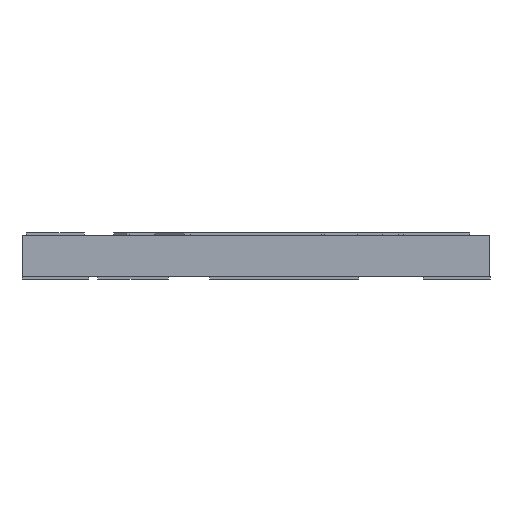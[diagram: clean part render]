
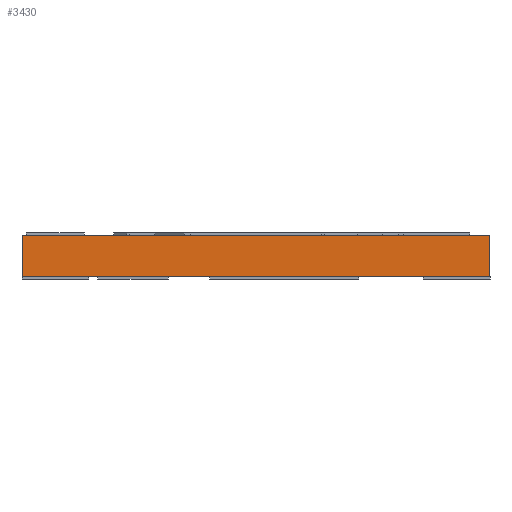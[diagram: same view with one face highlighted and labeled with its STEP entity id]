
A CAD part, front view. The second image highlights one B-rep face of the part: STEP entity #3430.
In plain terms, the highlighted planar face has unit normal (0, -1, 0).
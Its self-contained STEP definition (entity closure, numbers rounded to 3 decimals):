
#345=PLANE('',#3959);
#520=FACE_OUTER_BOUND('',#695,.T.);
#695=EDGE_LOOP('',(#2643,#2644,#2645,#2646));
#1018=LINE('',#5584,#1295);
#1019=LINE('',#5587,#1296);
#1020=LINE('',#5589,#1297);
#1021=LINE('',#5590,#1298);
#1295=VECTOR('',#4632,10.);
#1296=VECTOR('',#4635,10.);
#1297=VECTOR('',#4636,10.);
#1298=VECTOR('',#4637,10.);
#1788=VERTEX_POINT('',#5577);
#1791=VERTEX_POINT('',#5582);
#1792=VERTEX_POINT('',#5586);
#1793=VERTEX_POINT('',#5588);
#2146=EDGE_CURVE('',#1788,#1791,#1018,.T.);
#2147=EDGE_CURVE('',#1792,#1788,#1019,.T.);
#2148=EDGE_CURVE('',#1793,#1791,#1020,.T.);
#2149=EDGE_CURVE('',#1792,#1793,#1021,.T.);
#2643=ORIENTED_EDGE('',*,*,#2147,.T.);
#2644=ORIENTED_EDGE('',*,*,#2146,.T.);
#2645=ORIENTED_EDGE('',*,*,#2148,.F.);
#2646=ORIENTED_EDGE('',*,*,#2149,.F.);
#3430=ADVANCED_FACE('',(#520),#345,.T.);
#3959=AXIS2_PLACEMENT_3D('',#5585,#4633,#4634);
#4632=DIRECTION('',(0.,0.,1.));
#4633=DIRECTION('center_axis',(0.,-1.,0.));
#4634=DIRECTION('ref_axis',(1.,0.,0.));
#4635=DIRECTION('',(1.,0.,0.));
#4636=DIRECTION('',(1.,0.,0.));
#4637=DIRECTION('',(0.,0.,1.));
#5577=CARTESIAN_POINT('',(17.78,0.,0.));
#5582=CARTESIAN_POINT('',(17.78,0.,1.57));
#5584=CARTESIAN_POINT('',(17.78,0.,0.));
#5585=CARTESIAN_POINT('Origin',(0.,0.,0.));
#5586=CARTESIAN_POINT('',(0.,0.,0.));
#5587=CARTESIAN_POINT('',(0.,0.,0.));
#5588=CARTESIAN_POINT('',(0.,0.,1.57));
#5589=CARTESIAN_POINT('',(0.,0.,1.57));
#5590=CARTESIAN_POINT('',(0.,0.,0.));
